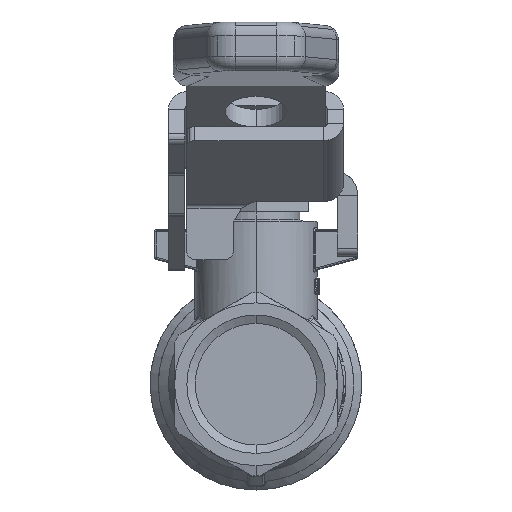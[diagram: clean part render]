
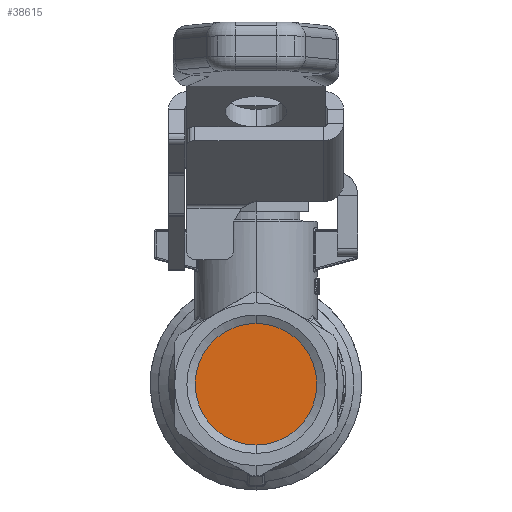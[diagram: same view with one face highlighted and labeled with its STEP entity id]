
A CAD part, front view. The second image highlights one B-rep face of the part: STEP entity #38615.
In plain terms, the highlighted planar face has unit normal (0, -1, 0).
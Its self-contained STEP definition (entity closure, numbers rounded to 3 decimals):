
#9074=CARTESIAN_POINT('',(0.,-10.,-7.475));
#9075=VERTEX_POINT('',#9074);
#9084=CARTESIAN_POINT('',(0.,-10.,7.475));
#9085=VERTEX_POINT('',#9084);
#9086=CARTESIAN_POINT('',(0.,-10.,0.));
#9087=DIRECTION('',(0.,1.,-0.));
#9088=DIRECTION('',(0.,-0.,-1.));
#9089=AXIS2_PLACEMENT_3D('',#9086,#9087,#9088);
#9090=CIRCLE('',#9089,7.475);
#9091=EDGE_CURVE('',#9075,#9085,#9090,.T.);
#38600=CARTESIAN_POINT('',(0.,-10.,-4.5));
#38601=DIRECTION('',(0.,1.,-0.));
#38602=DIRECTION('',(0.,-0.,-1.));
#38603=AXIS2_PLACEMENT_3D('',#38600,#38601,#38602);
#38604=PLANE('',#38603);
#38605=CARTESIAN_POINT('',(0.,-10.,0.));
#38606=DIRECTION('',(0.,1.,-0.));
#38607=DIRECTION('',(0.,-0.,-1.));
#38608=AXIS2_PLACEMENT_3D('',#38605,#38606,#38607);
#38609=CIRCLE('',#38608,7.475);
#38610=EDGE_CURVE('',#9085,#9075,#38609,.T.);
#38611=ORIENTED_EDGE('',*,*,#38610,.F.);
#38612=ORIENTED_EDGE('',*,*,#9091,.F.);
#38613=EDGE_LOOP('',(#38611,#38612));
#38614=FACE_BOUND('',#38613,.T.);
#38615=ADVANCED_FACE('',(#38614),#38604,.F.);
